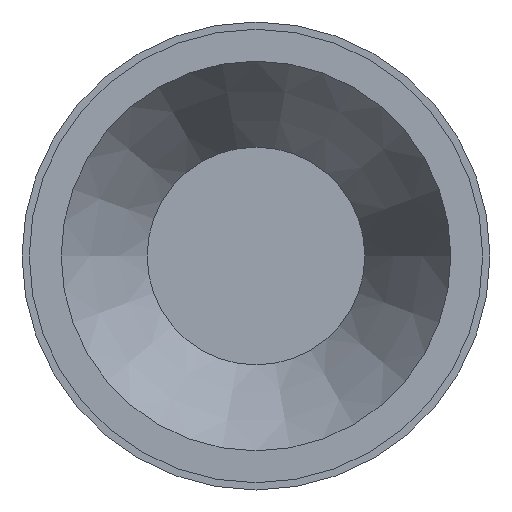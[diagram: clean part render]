
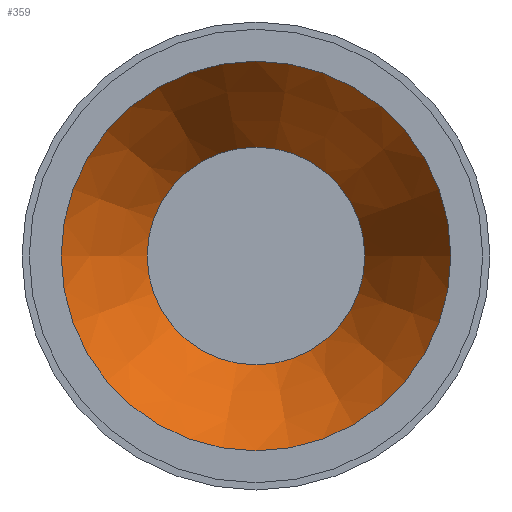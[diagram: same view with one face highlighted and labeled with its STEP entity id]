
A CAD part, left-side view. The second image highlights one B-rep face of the part: STEP entity #359.
In plain terms, the highlighted conical face has half-angle 30 degrees and reference radius 4.1 mm.
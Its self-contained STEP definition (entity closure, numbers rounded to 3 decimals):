
#359=ADVANCED_FACE('',(#413,#414),#374,.F.);
#374=CONICAL_SURFACE('',#664,4.1,30.);
#413=FACE_BOUND('',#469,.T.);
#414=FACE_BOUND('',#470,.T.);
#469=EDGE_LOOP('',(#525));
#470=EDGE_LOOP('',(#526));
#525=ORIENTED_EDGE('',*,*,#591,.T.);
#526=ORIENTED_EDGE('',*,*,#593,.F.);
#563=VERTEX_POINT('',#1019);
#565=VERTEX_POINT('',#1025);
#591=EDGE_CURVE('',#563,#563,#617,.T.);
#593=EDGE_CURVE('',#565,#565,#619,.T.);
#617=CIRCLE('',#659,5.37);
#619=CIRCLE('',#663,3.);
#659=AXIS2_PLACEMENT_3D('',#1018,#745,#746);
#663=AXIS2_PLACEMENT_3D('',#1024,#753,#754);
#664=AXIS2_PLACEMENT_3D('',#1026,#755,#756);
#745=DIRECTION('',(-1.,0.,0.));
#746=DIRECTION('',(0.,1.,0.));
#753=DIRECTION('',(-1.,0.,0.));
#754=DIRECTION('',(0.,-1.,0.));
#755=DIRECTION('',(-1.,0.,0.));
#756=DIRECTION('',(0.,1.,0.));
#1018=CARTESIAN_POINT('',(0.,0.,0.));
#1019=CARTESIAN_POINT('',(0.,5.37,0.));
#1024=CARTESIAN_POINT('',(4.105,0.,0.));
#1025=CARTESIAN_POINT('',(4.105,-3.,0.));
#1026=CARTESIAN_POINT('',(2.2,0.,0.));
